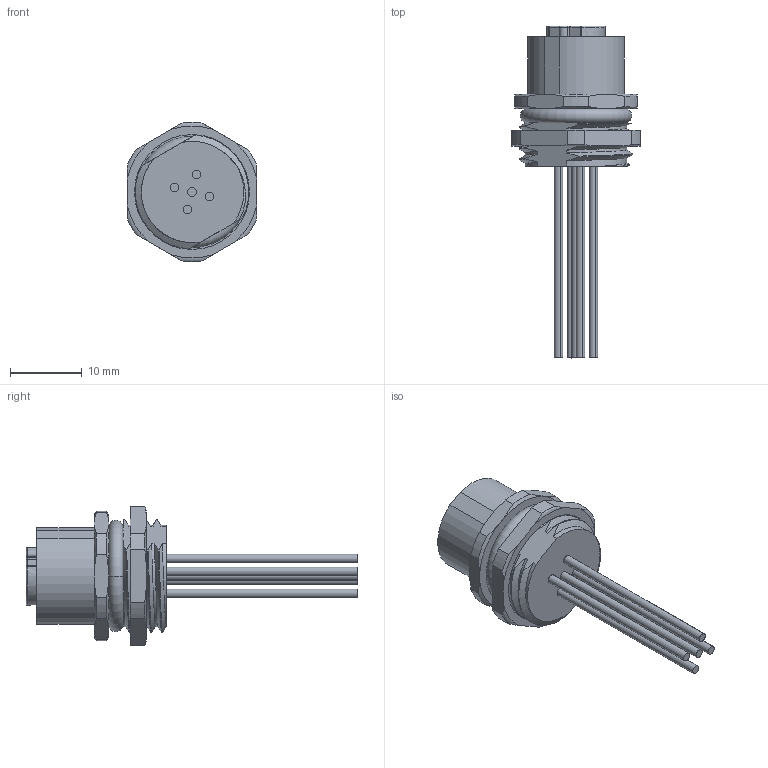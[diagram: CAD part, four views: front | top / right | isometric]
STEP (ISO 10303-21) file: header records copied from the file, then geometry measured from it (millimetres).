
FILE_DESCRIPTION((''),'2;1');
FILE_NAME('PRT0001','2021-01-04T',('zh.su'),(''),'PRO/ENGINEER BY PARAMETRIC TECHNOLOGY CORPORATION, 2012480','PRO/ENGINEER BY PARAMETRIC TECHNOLOGY CORPORATION, 2012480','');
FILE_SCHEMA(('CONFIG_CONTROL_DESIGN'));
Length unit declared in the file: millimetre
Products named in the file (1): PRT0001
Bounding box: 18 x 46.2 x 19.48 mm (x, y, z)
Volume: 2934.6 mm3; surface area: 3604.9 mm2
Topology: 2 solids, 7 shells, 436 faces, 1118 edges, 709 vertices
Faces by surface type: plane 126, cone 119, cylinder 79, extrusion 43, bspline 42, torus 25, sphere 2
Entity records: 18252 total; most frequent: CARTESIAN_POINT 8203, ORIENTED_EDGE 2216, DIRECTION 1850, EDGE_CURVE 1108, VERTEX_POINT 709, AXIS2_PLACEMENT_3D 700, EDGE_LOOP 475, VECTOR 450
